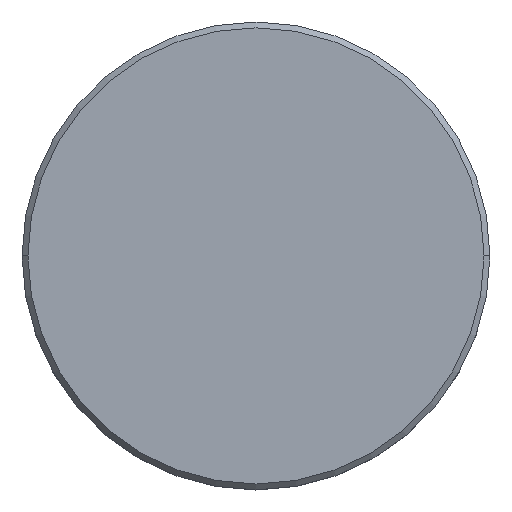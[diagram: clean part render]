
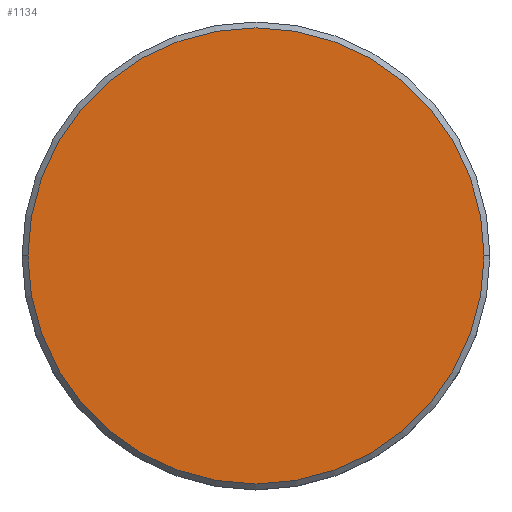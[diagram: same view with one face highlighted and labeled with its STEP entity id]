
A CAD part, top view. The second image highlights one B-rep face of the part: STEP entity #1134.
In plain terms, the highlighted planar face has unit normal (0, 0, 1).
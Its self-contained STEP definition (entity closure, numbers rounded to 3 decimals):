
#3 = EDGE_CURVE ( 'NONE', #253, #4, #1063, .T. ) ;
#4 = VERTEX_POINT ( 'NONE', #1058 ) ;
#106 = AXIS2_PLACEMENT_3D ( 'NONE', #419, #335, #425 ) ;
#114 = DIRECTION ( 'NONE',  ( 0., 0., 1. ) ) ;
#120 = FACE_OUTER_BOUND ( 'NONE', #604, .T. ) ;
#186 = CIRCLE ( 'NONE', #857, 19.5 ) ;
#253 = VERTEX_POINT ( 'NONE', #755 ) ;
#333 = CARTESIAN_POINT ( 'NONE',  ( 0., 0., 0. ) ) ;
#335 = DIRECTION ( 'NONE',  ( 0., 0., 1. ) ) ;
#390 = DIRECTION ( 'NONE',  ( 1., 0., 0. ) ) ;
#400 = EDGE_CURVE ( 'NONE', #4, #253, #186, .T. ) ;
#419 = CARTESIAN_POINT ( 'NONE',  ( 0., 0., 0. ) ) ;
#425 = DIRECTION ( 'NONE',  ( 1., 0., 0. ) ) ;
#589 = PLANE ( 'NONE',  #862 ) ;
#604 = EDGE_LOOP ( 'NONE', ( #1132, #1064 ) ) ;
#755 = CARTESIAN_POINT ( 'NONE',  ( 19.5, 0., 0. ) ) ;
#857 = AXIS2_PLACEMENT_3D ( 'NONE', #333, #864, #1131 ) ;
#862 = AXIS2_PLACEMENT_3D ( 'NONE', #1113, #114, #390 ) ;
#864 = DIRECTION ( 'NONE',  ( 0., 0., 1. ) ) ;
#1058 = CARTESIAN_POINT ( 'NONE',  ( -19.5, 0., 0. ) ) ;
#1063 = CIRCLE ( 'NONE', #106, 19.5 ) ;
#1064 = ORIENTED_EDGE ( 'NONE', *, *, #3, .T. ) ;
#1113 = CARTESIAN_POINT ( 'NONE',  ( 0., 0., 0. ) ) ;
#1131 = DIRECTION ( 'NONE',  ( 1., 0., 0. ) ) ;
#1132 = ORIENTED_EDGE ( 'NONE', *, *, #400, .T. ) ;
#1134 = ADVANCED_FACE ( 'NONE', ( #120 ), #589, .T. ) ;
